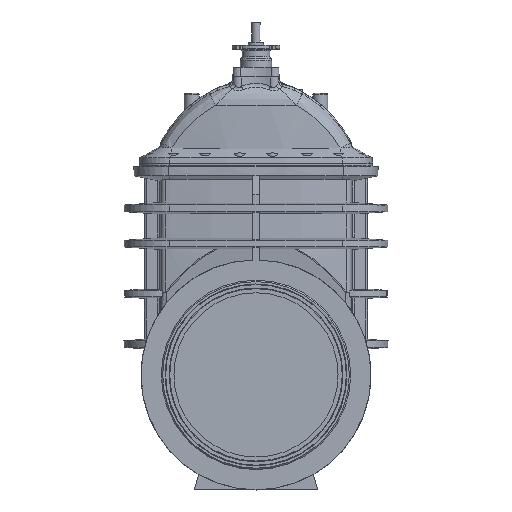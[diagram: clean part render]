
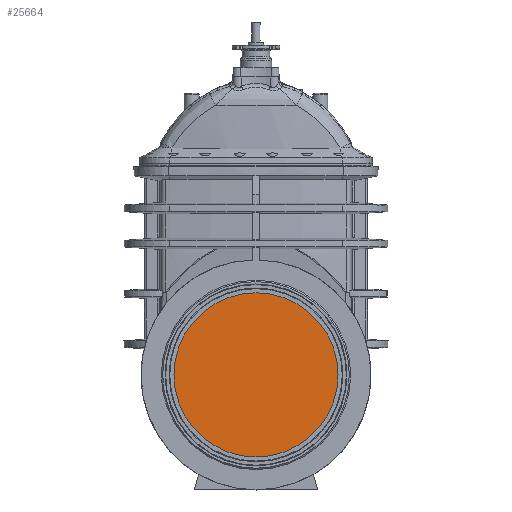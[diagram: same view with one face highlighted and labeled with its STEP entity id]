
A CAD part, top view. The second image highlights one B-rep face of the part: STEP entity #25664.
In plain terms, the highlighted planar face has unit normal (0, 0, 1).
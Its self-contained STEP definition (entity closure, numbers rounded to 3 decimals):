
#3331 = EDGE_CURVE ( 'NONE', #5684, #5684, #14765, .T. ) ;
#5684 = VERTEX_POINT ( 'NONE', #24283 ) ;
#14765 = CIRCLE ( 'NONE', #17149, 300. ) ;
#15139 = FACE_OUTER_BOUND ( 'NONE', #16439, .T. ) ;
#16275 = ORIENTED_EDGE ( 'NONE', *, *, #3331, .F. ) ;
#16439 = EDGE_LOOP ( 'NONE', ( #16275 ) ) ;
#17149 = AXIS2_PLACEMENT_3D ( 'NONE', #17737, #17738, #17740 ) ;
#17302 = AXIS2_PLACEMENT_3D ( 'NONE', #28224, #28228, #28229 ) ;
#17737 = CARTESIAN_POINT ( 'NONE',  ( 0., 0., 191. ) ) ;
#17738 = DIRECTION ( 'NONE',  ( 0., 0., -1. ) ) ;
#17740 = DIRECTION ( 'NONE',  ( -1., 0., 0. ) ) ;
#24283 = CARTESIAN_POINT ( 'NONE',  ( -300., 0., 191. ) ) ;
#25664 = ADVANCED_FACE ( 'NONE', ( #15139 ), #28225, .F. ) ;
#28224 = CARTESIAN_POINT ( 'NONE',  ( 0., 0., 191. ) ) ;
#28225 = PLANE ( 'NONE',  #17302 ) ;
#28228 = DIRECTION ( 'NONE',  ( 0., 0., -1. ) ) ;
#28229 = DIRECTION ( 'NONE',  ( -1., 0., 0. ) ) ;
